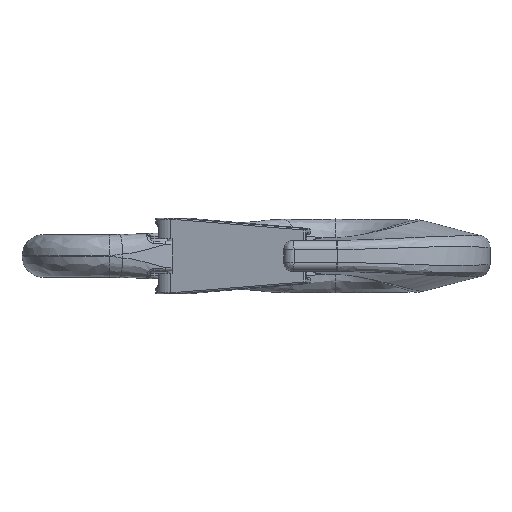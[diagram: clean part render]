
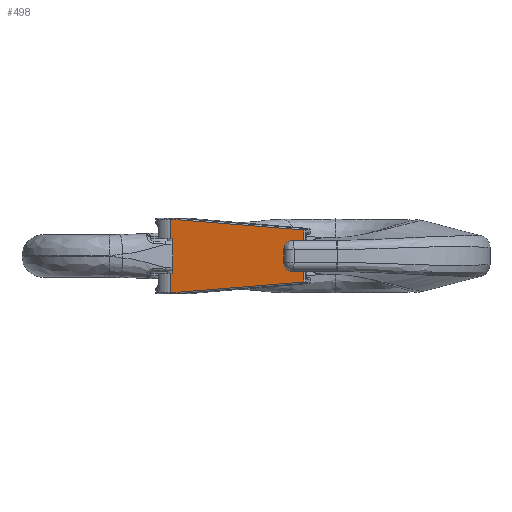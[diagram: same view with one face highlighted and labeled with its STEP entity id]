
A CAD part, left-side view. The second image highlights one B-rep face of the part: STEP entity #498.
In plain terms, the highlighted planar face has unit normal (-0.986, 0.167, 0).
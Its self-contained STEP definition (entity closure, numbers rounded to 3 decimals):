
#93=ELLIPSE('',#4005,2.02,2.);
#94=ELLIPSE('',#4006,2.02,2.);
#498=ADVANCED_FACE('',(#806),#619,.T.);
#619=PLANE('',#4007);
#806=FACE_OUTER_BOUND('',#1061,.T.);
#1061=EDGE_LOOP('',(#2176,#2177,#2178,#2179,#2180,#2181,#2182,#2183,#2184,
#2185,#2186,#2187,#2188,#2189,#2190,#2191));
#2176=ORIENTED_EDGE('',*,*,#3298,.F.);
#2177=ORIENTED_EDGE('',*,*,#3299,.F.);
#2178=ORIENTED_EDGE('',*,*,#3300,.F.);
#2179=ORIENTED_EDGE('',*,*,#3276,.T.);
#2180=ORIENTED_EDGE('',*,*,#3301,.F.);
#2181=ORIENTED_EDGE('',*,*,#3302,.F.);
#2182=ORIENTED_EDGE('',*,*,#3303,.F.);
#2183=ORIENTED_EDGE('',*,*,#3304,.F.);
#2184=ORIENTED_EDGE('',*,*,#3305,.T.);
#2185=ORIENTED_EDGE('',*,*,#3306,.T.);
#2186=ORIENTED_EDGE('',*,*,#3307,.F.);
#2187=ORIENTED_EDGE('',*,*,#3308,.T.);
#2188=ORIENTED_EDGE('',*,*,#3309,.T.);
#2189=ORIENTED_EDGE('',*,*,#3310,.T.);
#2190=ORIENTED_EDGE('',*,*,#3311,.T.);
#2191=ORIENTED_EDGE('',*,*,#3258,.T.);
#2792=VERTEX_POINT('',#12204);
#2794=VERTEX_POINT('',#12207);
#2804=VERTEX_POINT('',#12239);
#2809=VERTEX_POINT('',#12256);
#2826=VERTEX_POINT('',#12302);
#2827=VERTEX_POINT('',#12304);
#2828=VERTEX_POINT('',#12307);
#2829=VERTEX_POINT('',#12309);
#2830=VERTEX_POINT('',#12311);
#2831=VERTEX_POINT('',#12313);
#2832=VERTEX_POINT('',#12315);
#2833=VERTEX_POINT('',#12317);
#2834=VERTEX_POINT('',#12319);
#2835=VERTEX_POINT('',#12321);
#2836=VERTEX_POINT('',#12323);
#2837=VERTEX_POINT('',#12325);
#3258=EDGE_CURVE('',#2794,#2792,#3559,.T.);
#3276=EDGE_CURVE('',#2804,#2809,#3566,.T.);
#3298=EDGE_CURVE('',#2826,#2792,#3582,.T.);
#3299=EDGE_CURVE('',#2827,#2826,#3583,.T.);
#3300=EDGE_CURVE('',#2804,#2827,#3584,.T.);
#3301=EDGE_CURVE('',#2828,#2809,#3585,.T.);
#3302=EDGE_CURVE('',#2829,#2828,#3586,.T.);
#3303=EDGE_CURVE('',#2830,#2829,#3587,.T.);
#3304=EDGE_CURVE('',#2831,#2830,#3588,.T.);
#3305=EDGE_CURVE('',#2831,#2832,#93,.T.);
#3306=EDGE_CURVE('',#2832,#2833,#3589,.T.);
#3307=EDGE_CURVE('',#2834,#2833,#94,.T.);
#3308=EDGE_CURVE('',#2834,#2835,#3590,.T.);
#3309=EDGE_CURVE('',#2835,#2836,#3591,.T.);
#3310=EDGE_CURVE('',#2836,#2837,#3592,.T.);
#3311=EDGE_CURVE('',#2837,#2794,#3593,.T.);
#3559=LINE('',#12206,#3731);
#3566=LINE('',#12257,#3738);
#3582=LINE('',#12301,#3754);
#3583=LINE('',#12303,#3755);
#3584=LINE('',#12305,#3756);
#3585=LINE('',#12306,#3757);
#3586=LINE('',#12308,#3758);
#3587=LINE('',#12310,#3759);
#3588=LINE('',#12312,#3760);
#3589=LINE('',#12316,#3761);
#3590=LINE('',#12320,#3762);
#3591=LINE('',#12322,#3763);
#3592=LINE('',#12324,#3764);
#3593=LINE('',#12326,#3765);
#3731=VECTOR('',#4550,1.);
#3738=VECTOR('',#4581,1.);
#3754=VECTOR('',#4621,1.);
#3755=VECTOR('',#4622,1.);
#3756=VECTOR('',#4623,1.);
#3757=VECTOR('',#4624,1.);
#3758=VECTOR('',#4625,1.);
#3759=VECTOR('',#4626,1.);
#3760=VECTOR('',#4627,1.);
#3761=VECTOR('',#4630,1.);
#3762=VECTOR('',#4633,1.);
#3763=VECTOR('',#4634,1.);
#3764=VECTOR('',#4635,1.);
#3765=VECTOR('',#4636,1.);
#4005=AXIS2_PLACEMENT_3D('',#12314,#4628,#4629);
#4006=AXIS2_PLACEMENT_3D('',#12318,#4631,#4632);
#4007=AXIS2_PLACEMENT_3D('',#12327,#4637,#4638);
#4550=DIRECTION('',(0.,0.,-1.));
#4581=DIRECTION('',(0.,0.,-1.));
#4621=DIRECTION('',(0.167,0.986,0.));
#4622=DIRECTION('',(0.,0.,1.));
#4623=DIRECTION('',(-0.167,-0.986,0.));
#4624=DIRECTION('',(0.167,0.986,0.));
#4625=DIRECTION('',(0.167,0.983,-0.079));
#4626=DIRECTION('',(0.,0.,-1.));
#4627=DIRECTION('',(-0.167,-0.986,0.));
#4628=DIRECTION('',(0.986,-0.167,0.));
#4629=DIRECTION('',(0.167,0.986,0.));
#4630=DIRECTION('',(0.,0.,1.));
#4631=DIRECTION('',(-0.986,0.167,0.));
#4632=DIRECTION('',(0.167,0.986,0.));
#4633=DIRECTION('',(-0.167,-0.986,0.));
#4634=DIRECTION('',(0.,0.,1.));
#4635=DIRECTION('',(0.167,0.983,0.079));
#4636=DIRECTION('',(0.167,0.986,0.));
#4637=DIRECTION('',(-0.986,0.167,0.));
#4638=DIRECTION('',(0.167,0.986,0.));
#12204=CARTESIAN_POINT('',(-57.04,111.663,11.5));
#12206=CARTESIAN_POINT('',(-57.04,111.663,25.5));
#12207=CARTESIAN_POINT('',(-57.04,111.663,24.5));
#12239=CARTESIAN_POINT('',(-57.04,111.663,-11.5));
#12256=CARTESIAN_POINT('',(-57.04,111.663,-24.5));
#12257=CARTESIAN_POINT('',(-57.04,111.663,25.5));
#12301=CARTESIAN_POINT('',(-72.481,20.737,11.5));
#12302=CARTESIAN_POINT('',(-57.264,110.345,11.5));
#12303=CARTESIAN_POINT('',(-57.264,110.345,25.5));
#12304=CARTESIAN_POINT('',(-57.264,110.345,-11.5));
#12305=CARTESIAN_POINT('',(-72.481,20.737,-11.5));
#12306=CARTESIAN_POINT('',(-57.04,111.663,-24.5));
#12307=CARTESIAN_POINT('',(-57.788,107.259,-24.5));
#12308=CARTESIAN_POINT('',(-57.758,107.436,-24.514));
#12309=CARTESIAN_POINT('',(-72.336,21.594,-17.577));
#12310=CARTESIAN_POINT('',(-72.336,21.594,-18.5));
#12311=CARTESIAN_POINT('',(-72.336,21.594,-6.5));
#12312=CARTESIAN_POINT('',(-72.336,21.594,-6.5));
#12313=CARTESIAN_POINT('',(-70.476,32.546,-6.5));
#12314=CARTESIAN_POINT('',(-70.476,32.546,-4.5));
#12315=CARTESIAN_POINT('',(-70.138,34.537,-4.5));
#12316=CARTESIAN_POINT('',(-70.138,34.537,5.5));
#12317=CARTESIAN_POINT('',(-70.138,34.537,4.5));
#12318=CARTESIAN_POINT('',(-70.476,32.546,4.5));
#12319=CARTESIAN_POINT('',(-70.476,32.546,6.5));
#12320=CARTESIAN_POINT('',(-72.336,21.594,6.5));
#12321=CARTESIAN_POINT('',(-72.336,21.594,6.5));
#12322=CARTESIAN_POINT('',(-72.336,21.594,18.5));
#12323=CARTESIAN_POINT('',(-72.336,21.594,17.577));
#12324=CARTESIAN_POINT('',(-57.758,107.436,24.514));
#12325=CARTESIAN_POINT('',(-57.788,107.259,24.5));
#12326=CARTESIAN_POINT('',(-57.04,111.663,24.5));
#12327=CARTESIAN_POINT('',(-72.481,20.737,25.5));
